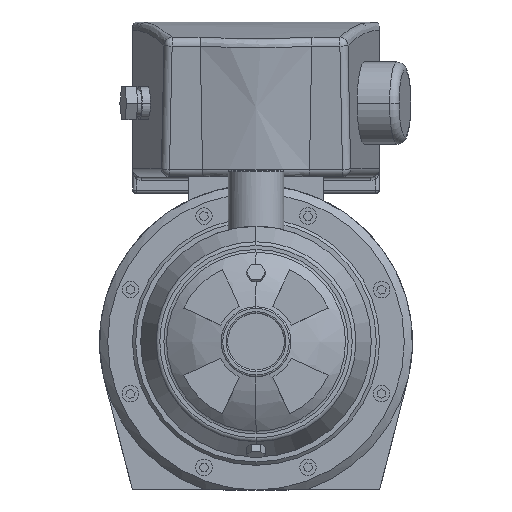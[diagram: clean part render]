
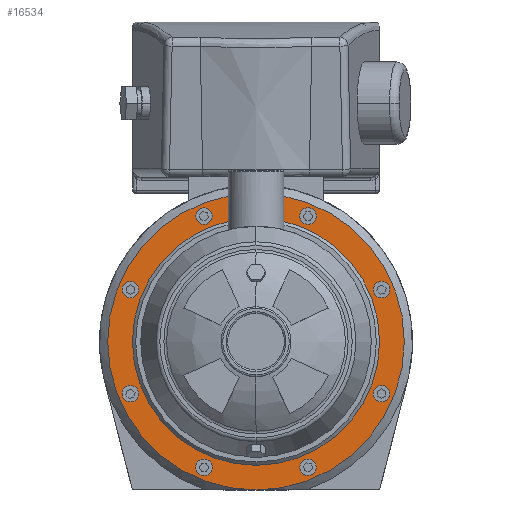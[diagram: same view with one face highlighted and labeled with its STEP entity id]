
A CAD part, left-side view. The second image highlights one B-rep face of the part: STEP entity #16534.
In plain terms, the highlighted planar face has unit normal (-1, 0, 0).
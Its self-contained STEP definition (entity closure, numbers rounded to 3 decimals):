
#13617=CARTESIAN_POINT('',(38.25,0.0,165.));
#13618=VERTEX_POINT('',#13617);
#13627=CARTESIAN_POINT('',(38.25,0.,15.));
#13628=VERTEX_POINT('',#13627);
#13629=CARTESIAN_POINT('',(38.25,0.0,90.));
#13630=DIRECTION('',(-1.0,0.0,0.0));
#13631=DIRECTION('',(0.0,0.0,1.0));
#13632=AXIS2_PLACEMENT_3D('',#13629,#13630,#13631);
#13633=CIRCLE('',#13632,75.0);
#13634=EDGE_CURVE('',#13618,#13628,#13633,.T.);
#13699=CARTESIAN_POINT('',(38.25,76.22,116.571));
#13700=VERTEX_POINT('',#13699);
#13716=CARTESIAN_POINT('',(38.25,76.22,126.571));
#13717=VERTEX_POINT('',#13716);
#13724=CARTESIAN_POINT('',(38.25,76.22,121.571));
#13725=DIRECTION('',(1.0,0.0,0.0));
#13726=DIRECTION('',(0.0,0.0,-1.0));
#13727=AXIS2_PLACEMENT_3D('',#13724,#13725,#13726);
#13728=CIRCLE('',#13727,5.0);
#13729=EDGE_CURVE('',#13700,#13717,#13728,.T.);
#13741=CARTESIAN_POINT('',(38.25,35.107,162.685));
#13742=VERTEX_POINT('',#13741);
#13758=CARTESIAN_POINT('',(38.25,28.036,169.756));
#13759=VERTEX_POINT('',#13758);
#13766=CARTESIAN_POINT('',(38.25,31.571,166.22));
#13767=DIRECTION('',(1.0,0.,0.));
#13768=DIRECTION('',(0.,0.707,-0.707));
#13769=AXIS2_PLACEMENT_3D('',#13766,#13767,#13768);
#13770=CIRCLE('',#13769,5.0);
#13771=EDGE_CURVE('',#13742,#13759,#13770,.T.);
#13783=CARTESIAN_POINT('',(38.25,-26.571,166.22));
#13784=VERTEX_POINT('',#13783);
#13800=CARTESIAN_POINT('',(38.25,-36.571,166.22));
#13801=VERTEX_POINT('',#13800);
#13808=CARTESIAN_POINT('',(38.25,-31.571,166.22));
#13809=DIRECTION('',(1.0,0.0,0.0));
#13810=DIRECTION('',(0.0,1.0,0.0));
#13811=AXIS2_PLACEMENT_3D('',#13808,#13809,#13810);
#13812=CIRCLE('',#13811,5.0);
#13813=EDGE_CURVE('',#13784,#13801,#13812,.T.);
#13825=CARTESIAN_POINT('',(38.25,-72.685,125.107));
#13826=VERTEX_POINT('',#13825);
#13842=CARTESIAN_POINT('',(38.25,-79.756,118.036));
#13843=VERTEX_POINT('',#13842);
#13850=CARTESIAN_POINT('',(38.25,-76.22,121.571));
#13851=DIRECTION('',(1.0,0.,0.));
#13852=DIRECTION('',(0.,0.707,0.707));
#13853=AXIS2_PLACEMENT_3D('',#13850,#13851,#13852);
#13854=CIRCLE('',#13853,5.0);
#13855=EDGE_CURVE('',#13826,#13843,#13854,.T.);
#13867=CARTESIAN_POINT('',(38.25,-76.22,63.429));
#13868=VERTEX_POINT('',#13867);
#13884=CARTESIAN_POINT('',(38.25,-76.22,53.429));
#13885=VERTEX_POINT('',#13884);
#13892=CARTESIAN_POINT('',(38.25,-76.22,58.429));
#13893=DIRECTION('',(1.0,0.0,0.0));
#13894=DIRECTION('',(0.0,0.0,1.0));
#13895=AXIS2_PLACEMENT_3D('',#13892,#13893,#13894);
#13896=CIRCLE('',#13895,5.0);
#13897=EDGE_CURVE('',#13868,#13885,#13896,.T.);
#13909=CARTESIAN_POINT('',(38.25,-35.107,17.315));
#13910=VERTEX_POINT('',#13909);
#13926=CARTESIAN_POINT('',(38.25,-28.036,10.244));
#13927=VERTEX_POINT('',#13926);
#13934=CARTESIAN_POINT('',(38.25,-31.571,13.78));
#13935=DIRECTION('',(1.0,0.,0.));
#13936=DIRECTION('',(0.,-0.707,0.707));
#13937=AXIS2_PLACEMENT_3D('',#13934,#13935,#13936);
#13938=CIRCLE('',#13937,5.0);
#13939=EDGE_CURVE('',#13910,#13927,#13938,.T.);
#13951=CARTESIAN_POINT('',(38.25,26.571,13.78));
#13952=VERTEX_POINT('',#13951);
#13968=CARTESIAN_POINT('',(38.25,36.571,13.78));
#13969=VERTEX_POINT('',#13968);
#13976=CARTESIAN_POINT('',(38.25,31.571,13.78));
#13977=DIRECTION('',(1.0,0.0,0.0));
#13978=DIRECTION('',(0.0,-1.0,0.0));
#13979=AXIS2_PLACEMENT_3D('',#13976,#13977,#13978);
#13980=CIRCLE('',#13979,5.0);
#13981=EDGE_CURVE('',#13952,#13969,#13980,.T.);
#13993=CARTESIAN_POINT('',(38.25,72.685,54.893));
#13994=VERTEX_POINT('',#13993);
#14010=CARTESIAN_POINT('',(38.25,79.756,61.964));
#14011=VERTEX_POINT('',#14010);
#14018=CARTESIAN_POINT('',(38.25,76.22,58.429));
#14019=DIRECTION('',(1.0,0.,0.));
#14020=DIRECTION('',(0.,-0.707,-0.707));
#14021=AXIS2_PLACEMENT_3D('',#14018,#14019,#14020);
#14022=CIRCLE('',#14021,5.0);
#14023=EDGE_CURVE('',#13994,#14011,#14022,.T.);
#14364=CARTESIAN_POINT('',(38.25,0.,0.));
#14365=VERTEX_POINT('',#14364);
#15068=CARTESIAN_POINT('',(38.25,76.22,58.429));
#15069=DIRECTION('',(1.0,0.,0.));
#15070=DIRECTION('',(0.,-0.707,-0.707));
#15071=AXIS2_PLACEMENT_3D('',#15068,#15069,#15070);
#15072=CIRCLE('',#15071,5.0);
#15073=EDGE_CURVE('',#14011,#13994,#15072,.T.);
#15296=CARTESIAN_POINT('',(38.25,31.571,13.78));
#15297=DIRECTION('',(1.0,0.0,0.0));
#15298=DIRECTION('',(0.0,-1.0,0.0));
#15299=AXIS2_PLACEMENT_3D('',#15296,#15297,#15298);
#15300=CIRCLE('',#15299,5.0);
#15301=EDGE_CURVE('',#13969,#13952,#15300,.T.);
#15524=CARTESIAN_POINT('',(38.25,-31.571,13.78));
#15525=DIRECTION('',(1.0,0.,0.));
#15526=DIRECTION('',(0.,-0.707,0.707));
#15527=AXIS2_PLACEMENT_3D('',#15524,#15525,#15526);
#15528=CIRCLE('',#15527,5.0);
#15529=EDGE_CURVE('',#13927,#13910,#15528,.T.);
#15752=CARTESIAN_POINT('',(38.25,-76.22,58.429));
#15753=DIRECTION('',(1.0,0.0,0.0));
#15754=DIRECTION('',(0.0,0.0,1.0));
#15755=AXIS2_PLACEMENT_3D('',#15752,#15753,#15754);
#15756=CIRCLE('',#15755,5.0);
#15757=EDGE_CURVE('',#13885,#13868,#15756,.T.);
#15980=CARTESIAN_POINT('',(38.25,-76.22,121.571));
#15981=DIRECTION('',(1.0,0.,0.));
#15982=DIRECTION('',(0.,0.707,0.707));
#15983=AXIS2_PLACEMENT_3D('',#15980,#15981,#15982);
#15984=CIRCLE('',#15983,5.0);
#15985=EDGE_CURVE('',#13843,#13826,#15984,.T.);
#16208=CARTESIAN_POINT('',(38.25,-31.571,166.22));
#16209=DIRECTION('',(1.0,0.0,0.0));
#16210=DIRECTION('',(0.0,1.0,0.0));
#16211=AXIS2_PLACEMENT_3D('',#16208,#16209,#16210);
#16212=CIRCLE('',#16211,5.0);
#16213=EDGE_CURVE('',#13801,#13784,#16212,.T.);
#16436=CARTESIAN_POINT('',(38.25,31.571,166.22));
#16437=DIRECTION('',(1.0,0.,0.));
#16438=DIRECTION('',(0.,0.707,-0.707));
#16439=AXIS2_PLACEMENT_3D('',#16436,#16437,#16438);
#16440=CIRCLE('',#16439,5.0);
#16441=EDGE_CURVE('',#13759,#13742,#16440,.T.);
#16472=CARTESIAN_POINT('',(38.25,0.0,90.));
#16473=DIRECTION('',(-1.0,0.0,0.0));
#16474=DIRECTION('',(0.0,0.0,1.0));
#16475=AXIS2_PLACEMENT_3D('',#16472,#16473,#16474);
#16476=PLANE('',#16475);
#16477=CARTESIAN_POINT('',(38.25,0.0,90.));
#16478=DIRECTION('',(1.0,0.0,0.0));
#16479=DIRECTION('',(0.0,0.0,1.0));
#16480=AXIS2_PLACEMENT_3D('',#16477,#16478,#16479);
#16481=CIRCLE('',#16480,90.0);
#16482=EDGE_CURVE('',#14365,#14365,#16481,.T.);
#16483=ORIENTED_EDGE('',*,*,#16482,.F.);
#16484=EDGE_LOOP('',(#16483));
#16485=FACE_OUTER_BOUND('',#16484,.T.);
#16486=CARTESIAN_POINT('',(38.25,76.22,121.571));
#16487=DIRECTION('',(1.0,0.0,0.0));
#16488=DIRECTION('',(0.0,0.0,-1.0));
#16489=AXIS2_PLACEMENT_3D('',#16486,#16487,#16488);
#16490=CIRCLE('',#16489,5.0);
#16491=EDGE_CURVE('',#13717,#13700,#16490,.T.);
#16492=ORIENTED_EDGE('',*,*,#16491,.T.);
#16493=ORIENTED_EDGE('',*,*,#13729,.T.);
#16494=EDGE_LOOP('',(#16492,#16493));
#16495=FACE_BOUND('',#16494,.T.);
#16496=CARTESIAN_POINT('',(38.25,0.0,90.));
#16497=DIRECTION('',(-1.0,0.0,0.0));
#16498=DIRECTION('',(0.0,0.0,1.0));
#16499=AXIS2_PLACEMENT_3D('',#16496,#16497,#16498);
#16500=CIRCLE('',#16499,75.0);
#16501=EDGE_CURVE('',#13628,#13618,#16500,.T.);
#16502=ORIENTED_EDGE('',*,*,#16501,.F.);
#16503=ORIENTED_EDGE('',*,*,#13634,.F.);
#16504=EDGE_LOOP('',(#16502,#16503));
#16505=FACE_BOUND('',#16504,.T.);
#16506=ORIENTED_EDGE('',*,*,#16441,.T.);
#16507=ORIENTED_EDGE('',*,*,#13771,.T.);
#16508=EDGE_LOOP('',(#16506,#16507));
#16509=FACE_BOUND('',#16508,.T.);
#16510=ORIENTED_EDGE('',*,*,#16213,.T.);
#16511=ORIENTED_EDGE('',*,*,#13813,.T.);
#16512=EDGE_LOOP('',(#16510,#16511));
#16513=FACE_BOUND('',#16512,.T.);
#16514=ORIENTED_EDGE('',*,*,#15985,.T.);
#16515=ORIENTED_EDGE('',*,*,#13855,.T.);
#16516=EDGE_LOOP('',(#16514,#16515));
#16517=FACE_BOUND('',#16516,.T.);
#16518=ORIENTED_EDGE('',*,*,#15757,.T.);
#16519=ORIENTED_EDGE('',*,*,#13897,.T.);
#16520=EDGE_LOOP('',(#16518,#16519));
#16521=FACE_BOUND('',#16520,.T.);
#16522=ORIENTED_EDGE('',*,*,#15529,.T.);
#16523=ORIENTED_EDGE('',*,*,#13939,.T.);
#16524=EDGE_LOOP('',(#16522,#16523));
#16525=FACE_BOUND('',#16524,.T.);
#16526=ORIENTED_EDGE('',*,*,#15301,.T.);
#16527=ORIENTED_EDGE('',*,*,#13981,.T.);
#16528=EDGE_LOOP('',(#16526,#16527));
#16529=FACE_BOUND('',#16528,.T.);
#16530=ORIENTED_EDGE('',*,*,#15073,.T.);
#16531=ORIENTED_EDGE('',*,*,#14023,.T.);
#16532=EDGE_LOOP('',(#16530,#16531));
#16533=FACE_BOUND('',#16532,.T.);
#16534=ADVANCED_FACE('',(#16485,#16495,#16505,#16509,#16513,#16517,#16521,#16525,#16529,#16533),#16476,.T.);
